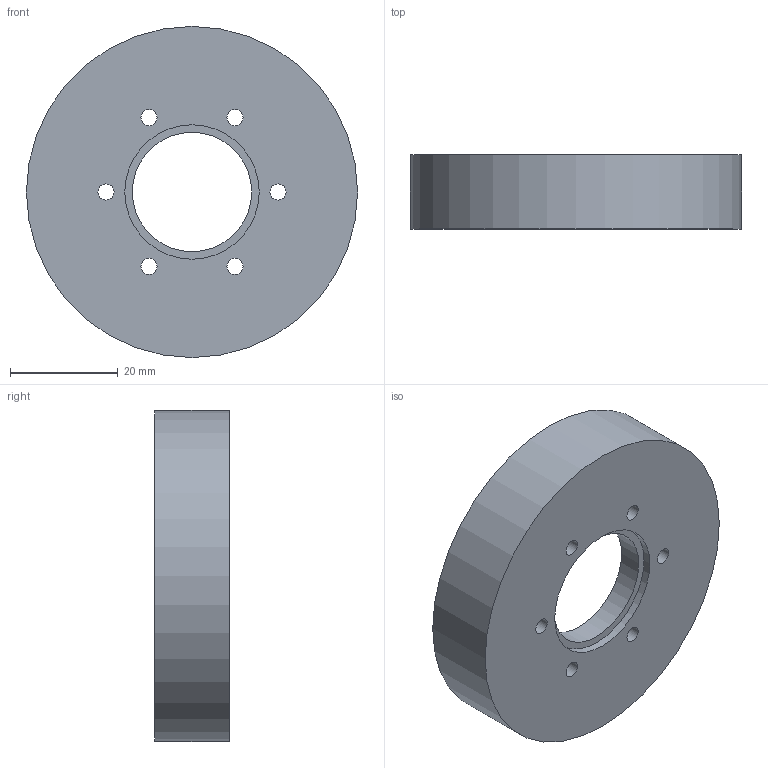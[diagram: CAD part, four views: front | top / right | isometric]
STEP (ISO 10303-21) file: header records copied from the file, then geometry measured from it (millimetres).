
FILE_DESCRIPTION(/* description */ (''),/* implementation_level */ '2;1');
FILE_NAME(/* name */ 'Head.stp',/* time_stamp */ '2018-06-12T21:01:12+02:00',/* author */ ('Leo'),/* organization */ (''),/* preprocessor_version */ 'ST-DEVELOPER v16.13',/* originating_system */ 'Autodesk Inventor 2018',/* authorisation */ '');
FILE_SCHEMA (('AUTOMOTIVE_DESIGN { 1 0 10303 214 3 1 1 }'));
Length unit declared in the file: millimetre
Products named in the file (1): Tete 0.1
Bounding box: 61.6 x 13.8 x 61.6 mm (x, y, z)
Volume: 22202.6 mm3; surface area: 10346 mm2
Topology: 1 solids, 1 shells, 93 faces, 267 edges, 178 vertices
Faces by surface type: cylinder 89, plane 4
Full cylindrical faces by diameter (mm): 3 x6, 22.2 x1, 25 x1, 61.6 x1
Entity records: 3181 total; most frequent: DIRECTION 624, CARTESIAN_POINT 530, ORIENTED_EDGE 516, AXIS2_PLACEMENT_3D 272, EDGE_CURVE 258, CIRCLE 178, VERTEX_POINT 178, EDGE_LOOP 118
